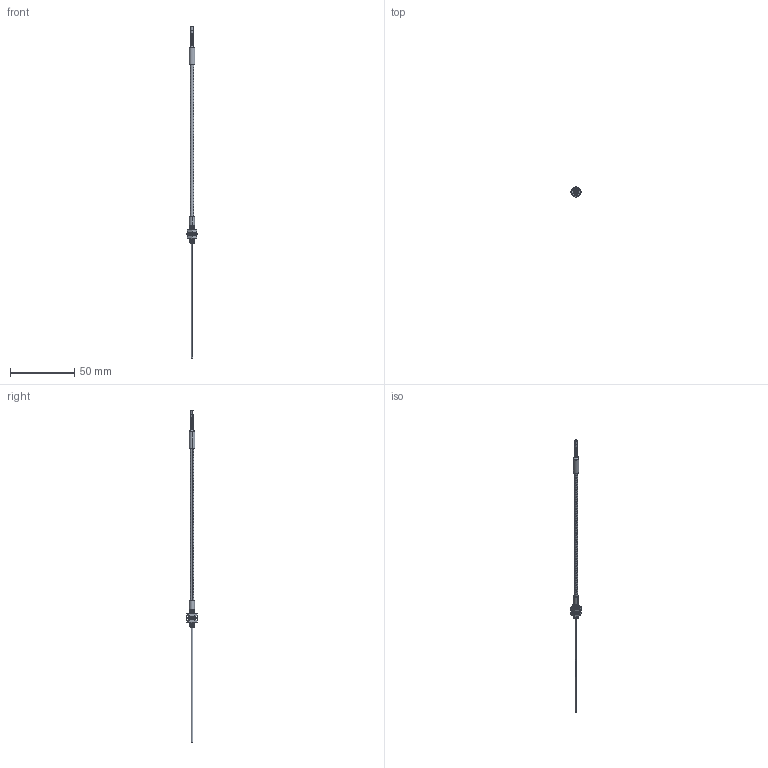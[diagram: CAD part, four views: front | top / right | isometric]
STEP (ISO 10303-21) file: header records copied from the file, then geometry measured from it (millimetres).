
FILE_DESCRIPTION((''),'2;1');
FILE_NAME('166375_ASM','2016-02-03T',('pdmadmin'),(''),'PRO/ENGINEER BY PARAMETRIC TECHNOLOGY CORPORATION, 2013230','PRO/ENGINEER BY PARAMETRIC TECHNOLOGY CORPORATION, 2013230','');
FILE_SCHEMA(('CONFIG_CONTROL_DESIGN'));
Length unit declared in the file: inch
Products named in the file (9): 111694; 58193; 110533; 110532; 13970; 40845; 111401; FIBER_CORE_1MM; 166375_ASM
Assembly tree (9 placements, depth 2):
  166375_ASM
    111694
    58193
    110533
    110532
    13970
    40845
    111401  x2
    FIBER_CORE_1MM
Bounding box: 8 x 8.08 x 257.47 mm (x, y, z)
Volume: 942.3 mm3; surface area: 6632.8 mm2
Topology: 10 solids, 13 shells, 642 faces, 1377 edges, 755 vertices
Faces by surface type: torus 200, cylinder 162, cone 150, bspline 78, plane 52
Entity records: 32443 total; most frequent: CARTESIAN_POINT 18832, DIRECTION 3040, ORIENTED_EDGE 2678, EDGE_CURVE 1343, AXIS2_PLACEMENT_3D 1297, VERTEX_POINT 733, CIRCLE 725, EDGE_LOOP 640
